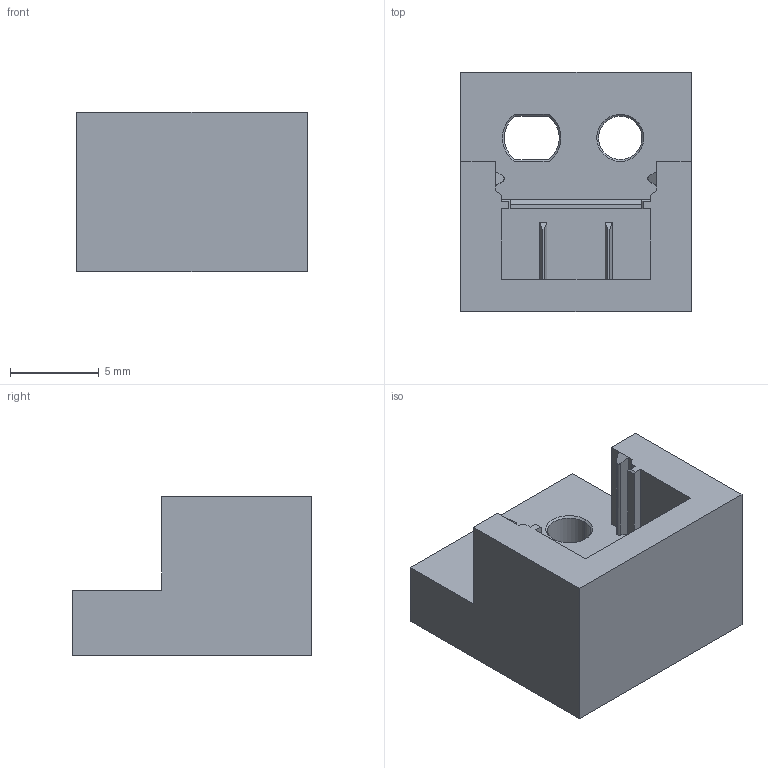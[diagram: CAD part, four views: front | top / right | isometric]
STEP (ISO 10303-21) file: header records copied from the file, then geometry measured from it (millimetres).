
FILE_DESCRIPTION (( 'STEP AP203' ), '1' );
FILE_NAME ('SPVQ8L NC normal fork.STEP', '2024-03-06T07:40:40', ( '' ), ( '' ), 'SwSTEP 2.0', 'SolidWorks 2023', '' );
FILE_SCHEMA (( 'CONFIG_CONTROL_DESIGN' ));
Length unit declared in the file: millimetre
Products named in the file (1): SPVQ8L NC normal fork
Bounding box: 13 x 13.5 x 9 mm (x, y, z)
Volume: 823.4 mm3; surface area: 996.1 mm2
Topology: 1 solids, 1 shells, 68 faces, 181 edges, 115 vertices
Faces by surface type: plane 55, cylinder 8, cone 5
Entity records: 2156 total; most frequent: CARTESIAN_POINT 386, ORIENTED_EDGE 362, DIRECTION 330, EDGE_CURVE 181, LINE 156, VECTOR 156, VERTEX_POINT 115, AXIS2_PLACEMENT_3D 87
